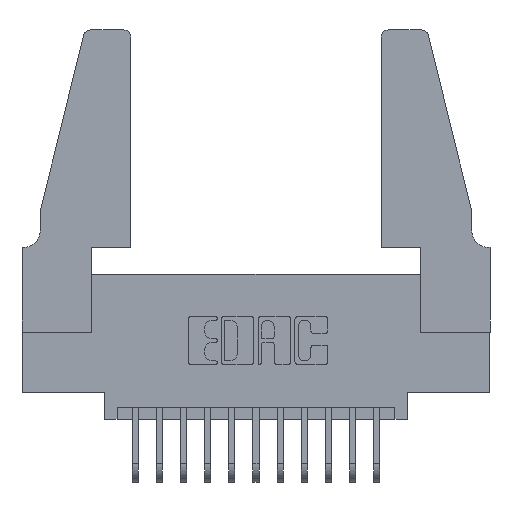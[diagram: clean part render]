
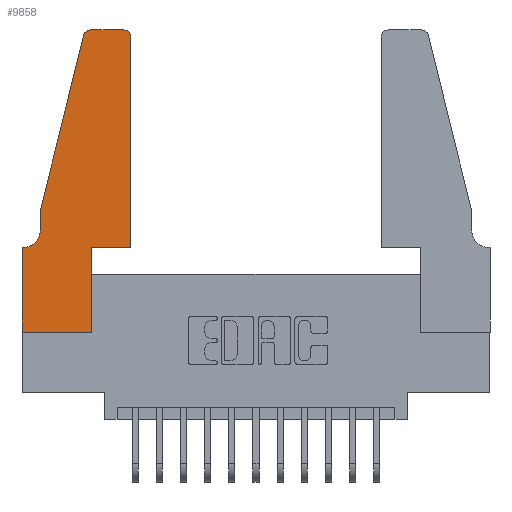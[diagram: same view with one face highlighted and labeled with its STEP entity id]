
A CAD part, top view. The second image highlights one B-rep face of the part: STEP entity #9858.
In plain terms, the highlighted planar face has unit normal (0, 0, 1).
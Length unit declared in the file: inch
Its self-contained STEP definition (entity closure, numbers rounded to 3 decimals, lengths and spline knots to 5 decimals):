
#91 = DIRECTION ( 'NONE',  ( 0., 0., 1. ) ) ;
#256 = DIRECTION ( 'NONE',  ( 1., 0., 0. ) ) ;
#352 = ORIENTED_EDGE ( 'NONE', *, *, #9937, .T. ) ;
#381 = LINE ( 'NONE', #12557, #3585 ) ;
#507 = VERTEX_POINT ( 'NONE', #2904 ) ;
#626 = DIRECTION ( 'NONE',  ( -0.239, -0.971, 0. ) ) ;
#839 = DIRECTION ( 'NONE',  ( 0., 0., 1. ) ) ;
#903 = CARTESIAN_POINT ( 'NONE',  ( 0.2605, 1.25, 0.37 ) ) ;
#1032 = DIRECTION ( 'NONE',  ( -1., 0., 0. ) ) ;
#1498 = LINE ( 'NONE', #4998, #13294 ) ;
#1502 = DIRECTION ( 'NONE',  ( 0., -1., 0. ) ) ;
#1583 = EDGE_CURVE ( 'NONE', #2302, #4688, #11541, .T. ) ;
#1760 = ORIENTED_EDGE ( 'NONE', *, *, #5795, .T. ) ;
#1953 = CIRCLE ( 'NONE', #10915, 0.03 ) ;
#2054 = DIRECTION ( 'NONE',  ( 0., 0., 1. ) ) ;
#2088 = DIRECTION ( 'NONE',  ( 0., 1., 0. ) ) ;
#2216 = FACE_OUTER_BOUND ( 'NONE', #3013, .T. ) ;
#2302 = VERTEX_POINT ( 'NONE', #9446 ) ;
#2497 = VERTEX_POINT ( 'NONE', #11280 ) ;
#2644 = CARTESIAN_POINT ( 'NONE',  ( 0., 0., 0.37 ) ) ;
#2904 = CARTESIAN_POINT ( 'NONE',  ( 0.284, 1.25, 0.37 ) ) ;
#3013 = EDGE_LOOP ( 'NONE', ( #1760, #12576, #7285, #8068, #352, #7872, #4928, #11373, #10003, #12093, #8781, #4940 ) ) ;
#3354 = CARTESIAN_POINT ( 'NONE',  ( 0.4205, 1.25, 0.37 ) ) ;
#3585 = VECTOR ( 'NONE', #5811, 39.37008 ) ;
#3883 = LINE ( 'NONE', #14619, #10953 ) ;
#4229 = LINE ( 'NONE', #8748, #9542 ) ;
#4528 = EDGE_CURVE ( 'NONE', #13936, #8193, #3883, .T. ) ;
#4688 = VERTEX_POINT ( 'NONE', #5931 ) ;
#4928 = ORIENTED_EDGE ( 'NONE', *, *, #6082, .T. ) ;
#4940 = ORIENTED_EDGE ( 'NONE', *, *, #11353, .T. ) ;
#4998 = CARTESIAN_POINT ( 'NONE',  ( 0.4505, 0.35, 0.37 ) ) ;
#4999 = EDGE_CURVE ( 'NONE', #2497, #10059, #4229, .T. ) ;
#5247 = DIRECTION ( 'NONE',  ( 0., -1., 0. ) ) ;
#5795 = EDGE_CURVE ( 'NONE', #7499, #507, #11082, .T. ) ;
#5802 = CARTESIAN_POINT ( 'NONE',  ( 0.2865, 0.35, 0.37 ) ) ;
#5811 = DIRECTION ( 'NONE',  ( 0., 1., 0. ) ) ;
#5931 = CARTESIAN_POINT ( 'NONE',  ( 0., 0.35, 0.37 ) ) ;
#6082 = EDGE_CURVE ( 'NONE', #4688, #13936, #12833, .T. ) ;
#6147 = AXIS2_PLACEMENT_3D ( 'NONE', #7149, #91, #8269 ) ;
#6242 = EDGE_CURVE ( 'NONE', #507, #2497, #1953, .T. ) ;
#6464 = CIRCLE ( 'NONE', #6147, 0.03 ) ;
#6680 = CARTESIAN_POINT ( 'NONE',  ( 0., 0.35, 0.37 ) ) ;
#6813 = AXIS2_PLACEMENT_3D ( 'NONE', #6680, #2054, #10058 ) ;
#6952 = CIRCLE ( 'NONE', #11319, 0.07 ) ;
#7149 = CARTESIAN_POINT ( 'NONE',  ( 0.4205, 1.22, 0.37 ) ) ;
#7285 = ORIENTED_EDGE ( 'NONE', *, *, #4999, .T. ) ;
#7499 = VERTEX_POINT ( 'NONE', #3354 ) ;
#7582 = EDGE_CURVE ( 'NONE', #8193, #8841, #381, .T. ) ;
#7837 = CARTESIAN_POINT ( 'NONE',  ( 0.284, 1.22, 0.37 ) ) ;
#7855 = CARTESIAN_POINT ( 'NONE',  ( 0.4505, 0.35, 0.37 ) ) ;
#7872 = ORIENTED_EDGE ( 'NONE', *, *, #1583, .T. ) ;
#7929 = DIRECTION ( 'NONE',  ( 1., 0., 0. ) ) ;
#8010 = DIRECTION ( 'NONE',  ( 0., 0., -1. ) ) ;
#8068 = ORIENTED_EDGE ( 'NONE', *, *, #10814, .T. ) ;
#8193 = VERTEX_POINT ( 'NONE', #12539 ) ;
#8218 = VECTOR ( 'NONE', #11149, 39.37008 ) ;
#8269 = DIRECTION ( 'NONE',  ( 1., 0., 0. ) ) ;
#8387 = EDGE_CURVE ( 'NONE', #8841, #13906, #1498, .T. ) ;
#8439 = CARTESIAN_POINT ( 'NONE',  ( 0.0755, 0.5, 0.37 ) ) ;
#8627 = VERTEX_POINT ( 'NONE', #13320 ) ;
#8748 = CARTESIAN_POINT ( 'NONE',  ( 0.0755, 0.5, 0.37 ) ) ;
#8781 = ORIENTED_EDGE ( 'NONE', *, *, #10490, .T. ) ;
#8841 = VERTEX_POINT ( 'NONE', #5802 ) ;
#8942 = PLANE ( 'NONE',  #6813 ) ;
#8956 = DIRECTION ( 'NONE',  ( 1., 0., 0. ) ) ;
#9197 = LINE ( 'NONE', #8439, #12529 ) ;
#9446 = CARTESIAN_POINT ( 'NONE',  ( 0.0055, 0.35, 0.37 ) ) ;
#9542 = VECTOR ( 'NONE', #626, 39.37008 ) ;
#9852 = VECTOR ( 'NONE', #5247, 39.37008 ) ;
#9858 = ADVANCED_FACE ( 'NONE', ( #2216 ), #8942, .T. ) ;
#9867 = VECTOR ( 'NONE', #14584, 39.37008 ) ;
#9937 = EDGE_CURVE ( 'NONE', #8627, #2302, #6952, .T. ) ;
#10003 = ORIENTED_EDGE ( 'NONE', *, *, #7582, .T. ) ;
#10059 = VERTEX_POINT ( 'NONE', #13785 ) ;
#10058 = DIRECTION ( 'NONE',  ( 1., 0., 0. ) ) ;
#10456 = CARTESIAN_POINT ( 'NONE',  ( 0.0755, 0.35, 0.37 ) ) ;
#10490 = EDGE_CURVE ( 'NONE', #13906, #11512, #11126, .T. ) ;
#10578 = CARTESIAN_POINT ( 'NONE',  ( 0.4505, 0.35, 0.37 ) ) ;
#10814 = EDGE_CURVE ( 'NONE', #10059, #8627, #9197, .T. ) ;
#10915 = AXIS2_PLACEMENT_3D ( 'NONE', #7837, #839, #8956 ) ;
#10953 = VECTOR ( 'NONE', #7929, 39.37008 ) ;
#11082 = LINE ( 'NONE', #903, #9867 ) ;
#11126 = LINE ( 'NONE', #7855, #11482 ) ;
#11149 = DIRECTION ( 'NONE',  ( -1., 0., 0. ) ) ;
#11280 = CARTESIAN_POINT ( 'NONE',  ( 0.25487, 1.22718, 0.37 ) ) ;
#11319 = AXIS2_PLACEMENT_3D ( 'NONE', #14706, #8010, #1032 ) ;
#11353 = EDGE_CURVE ( 'NONE', #11512, #7499, #6464, .T. ) ;
#11373 = ORIENTED_EDGE ( 'NONE', *, *, #4528, .T. ) ;
#11482 = VECTOR ( 'NONE', #2088, 39.37008 ) ;
#11512 = VERTEX_POINT ( 'NONE', #14126 ) ;
#11541 = LINE ( 'NONE', #10456, #8218 ) ;
#12093 = ORIENTED_EDGE ( 'NONE', *, *, #8387, .T. ) ;
#12529 = VECTOR ( 'NONE', #1502, 39.37008 ) ;
#12539 = CARTESIAN_POINT ( 'NONE',  ( 0.2865, 0., 0.37 ) ) ;
#12557 = CARTESIAN_POINT ( 'NONE',  ( 0.2865, 0.35, 0.37 ) ) ;
#12576 = ORIENTED_EDGE ( 'NONE', *, *, #6242, .T. ) ;
#12833 = LINE ( 'NONE', #14242, #9852 ) ;
#13294 = VECTOR ( 'NONE', #256, 39.37008 ) ;
#13320 = CARTESIAN_POINT ( 'NONE',  ( 0.0755, 0.42, 0.37 ) ) ;
#13785 = CARTESIAN_POINT ( 'NONE',  ( 0.0755, 0.5, 0.37 ) ) ;
#13906 = VERTEX_POINT ( 'NONE', #10578 ) ;
#13936 = VERTEX_POINT ( 'NONE', #2644 ) ;
#14126 = CARTESIAN_POINT ( 'NONE',  ( 0.4505, 1.22, 0.37 ) ) ;
#14242 = CARTESIAN_POINT ( 'NONE',  ( 0., 0., 0.37 ) ) ;
#14584 = DIRECTION ( 'NONE',  ( -1., 0., 0. ) ) ;
#14619 = CARTESIAN_POINT ( 'NONE',  ( 0., 0., 0.37 ) ) ;
#14706 = CARTESIAN_POINT ( 'NONE',  ( 0.0055, 0.42, 0.37 ) ) ;
